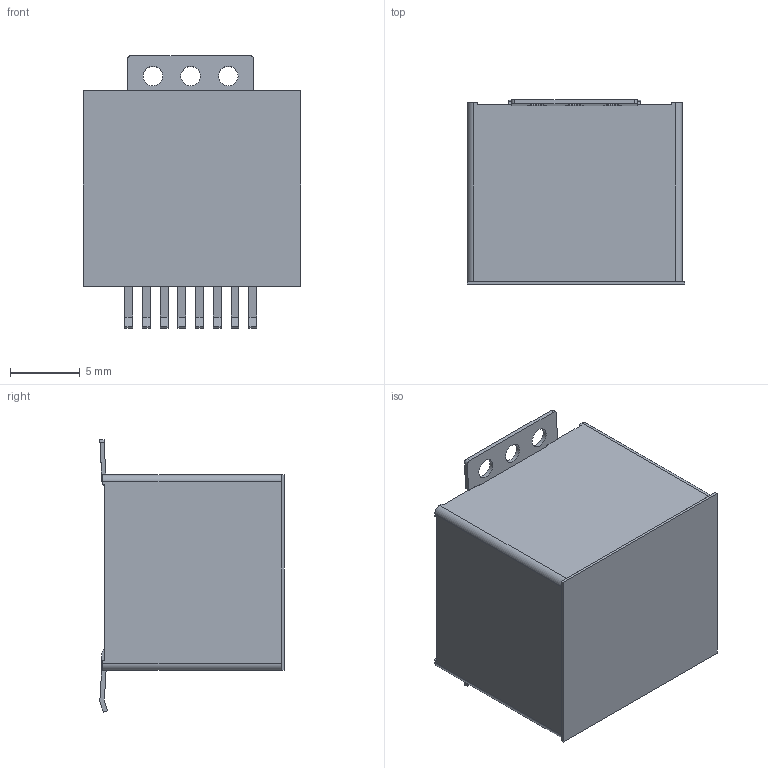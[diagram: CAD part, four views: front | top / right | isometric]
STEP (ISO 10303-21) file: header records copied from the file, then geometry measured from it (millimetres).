
FILE_DESCRIPTION(/* description */ ('Unknown'),/* implementation_level */ '2;1');
FILE_NAME(/* name */ '634108149621',/* time_stamp */ '2017-11-28T11:35:41+01:00',/* author */ ('Unknown'),/* organization */ ('Unknown'),/* preprocessor_version */ 'ST-DEVELOPER v16.7',/* originating_system */ 'DEX',/* authorisation */ $);
FILE_SCHEMA (('AUTOMOTIVE_DESIGN {1 0 10303 214 3 1 1}'));
Length unit declared in the file: millimetre
Products named in the file (13): 634108149621; 634108149621_Housing; 634108149621_Housing2; 634108149621_Pin_Dt1; 634108149621_Pin_Dt2; 634108149621_Pin_Dt3; 634108149621_Pin_Dt4; 634108149621_Pin_Gh1; 634108149621_Pin_Gh2; 634108149621_Pin_Gh3; 634108149621_Pin_Gh4; 634108149621_Tab; 634108149621_Mylar
Assembly tree (12 placements, depth 2):
  634108149621
    634108149621_Housing
    634108149621_Housing2
    634108149621_Pin_Dt1
    634108149621_Pin_Dt2
    634108149621_Pin_Dt3
    634108149621_Pin_Dt4
    634108149621_Pin_Gh1
    634108149621_Pin_Gh2
    634108149621_Pin_Gh3
    634108149621_Pin_Gh4
    634108149621_Tab
    634108149621_Mylar
Bounding box: 15.6 x 13.19 x 19.51 mm (x, y, z)
Volume: 1469.8 mm3; surface area: 3262.6 mm2
Topology: 12 solids, 12 shells, 599 faces, 1722 edges, 1145 vertices
Faces by surface type: plane 483, cylinder 116
Full cylindrical faces by diameter (mm): 1.4 x3
Entity records: 21395 total; most frequent: CARTESIAN_POINT 3472, ORIENTED_EDGE 3434, DIRECTION 3163, EDGE_CURVE 1717, LINE 1495, VECTOR 1495, VERTEX_POINT 1143, AXIS2_PLACEMENT_3D 834
